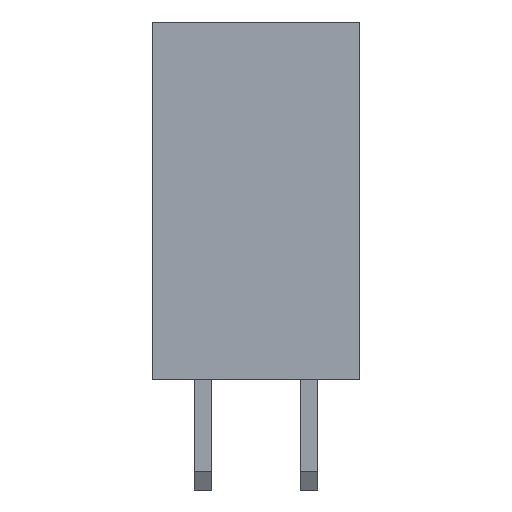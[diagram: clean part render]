
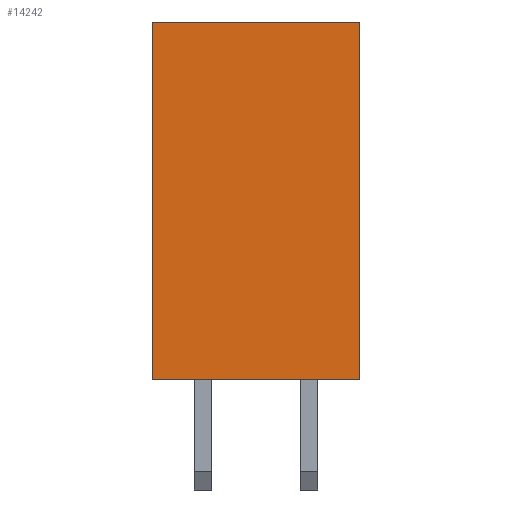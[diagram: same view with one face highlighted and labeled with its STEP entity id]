
A CAD part, left-side view. The second image highlights one B-rep face of the part: STEP entity #14242.
In plain terms, the highlighted planar face has unit normal (-1, 0, 0).
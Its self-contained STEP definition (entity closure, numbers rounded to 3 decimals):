
#796=FACE_OUTER_BOUND('',#1682,.T.);
#1682=EDGE_LOOP('',(#11823,#11824,#11825,#11826));
#2745=LINE('',#20617,#4677);
#2821=LINE('',#20768,#4753);
#2980=LINE('',#21087,#4912);
#3390=LINE('',#21891,#5322);
#4677=VECTOR('',#16885,1000.);
#4753=VECTOR('',#16963,1000.);
#4912=VECTOR('',#17130,1000.);
#5322=VECTOR('',#17916,1000.);
#6345=VERTEX_POINT('',#20614);
#6346=VERTEX_POINT('',#20616);
#6420=VERTEX_POINT('',#20766);
#6576=VERTEX_POINT('',#21085);
#7897=EDGE_CURVE('',#6345,#6346,#2745,.T.);
#7973=EDGE_CURVE('',#6420,#6345,#2821,.T.);
#8132=EDGE_CURVE('',#6420,#6576,#2980,.T.);
#8542=EDGE_CURVE('',#6576,#6346,#3390,.T.);
#11823=ORIENTED_EDGE('',*,*,#8542,.T.);
#11824=ORIENTED_EDGE('',*,*,#7897,.F.);
#11825=ORIENTED_EDGE('',*,*,#7973,.F.);
#11826=ORIENTED_EDGE('',*,*,#8132,.T.);
#13436=PLANE('',#15130);
#14242=ADVANCED_FACE('',(#796),#13436,.F.);
#15130=AXIS2_PLACEMENT_3D('',#21890,#17914,#17915);
#16885=DIRECTION('',(0.,0.,-1.));
#16963=DIRECTION('',(0.,-1.,0.));
#17130=DIRECTION('',(0.,0.,-1.));
#17914=DIRECTION('center_axis',(1.,0.,0.));
#17915=DIRECTION('ref_axis',(0.,1.,0.));
#17916=DIRECTION('',(0.,-1.,0.));
#20614=CARTESIAN_POINT('',(-25.654,-2.477,8.509));
#20616=CARTESIAN_POINT('',(-25.654,-2.477,0.));
#20617=CARTESIAN_POINT('',(-25.654,-2.477,8.509));
#20766=CARTESIAN_POINT('',(-25.654,2.477,8.509));
#20768=CARTESIAN_POINT('',(-25.654,2.477,8.509));
#21085=CARTESIAN_POINT('',(-25.654,2.477,0.));
#21087=CARTESIAN_POINT('',(-25.654,2.477,8.509));
#21890=CARTESIAN_POINT('Origin',(-25.654,2.477,8.509));
#21891=CARTESIAN_POINT('',(-25.654,2.477,0.));
